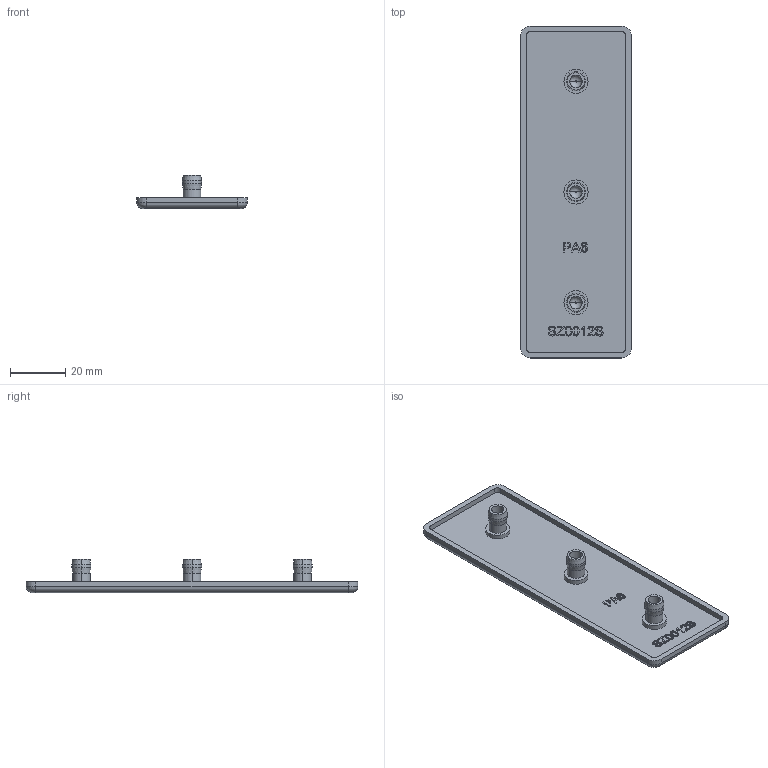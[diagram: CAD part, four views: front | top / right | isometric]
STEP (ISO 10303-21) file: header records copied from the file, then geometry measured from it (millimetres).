
FILE_DESCRIPTION (( 'STEP AP214' ), '1' );
FILE_NAME ('SZ0012S Profile Cap 40x120.STEP', '2021-10-21T11:57:55', ( '' ), ( '' ), 'SwSTEP 2.0', 'SolidWorks 2021', '' );
FILE_SCHEMA (( 'AUTOMOTIVE_DESIGN' ));
Length unit declared in the file: millimetre
Products named in the file (1): SZ0012S Profile Cap 40x120
Bounding box: 40 x 120 x 12 mm (x, y, z)
Volume: 11264.1 mm3; surface area: 12125.3 mm2
Topology: 1 solids, 1 shells, 220 faces, 547 edges, 354 vertices
Faces by surface type: bspline 83, plane 79, cylinder 36, cone 12, torus 10
Entity records: 7333 total; most frequent: CARTESIAN_POINT 2473, ORIENTED_EDGE 1094, DIRECTION 731, EDGE_CURVE 547, VERTEX_POINT 354, VECTOR 287, LINE 287, EDGE_LOOP 245
